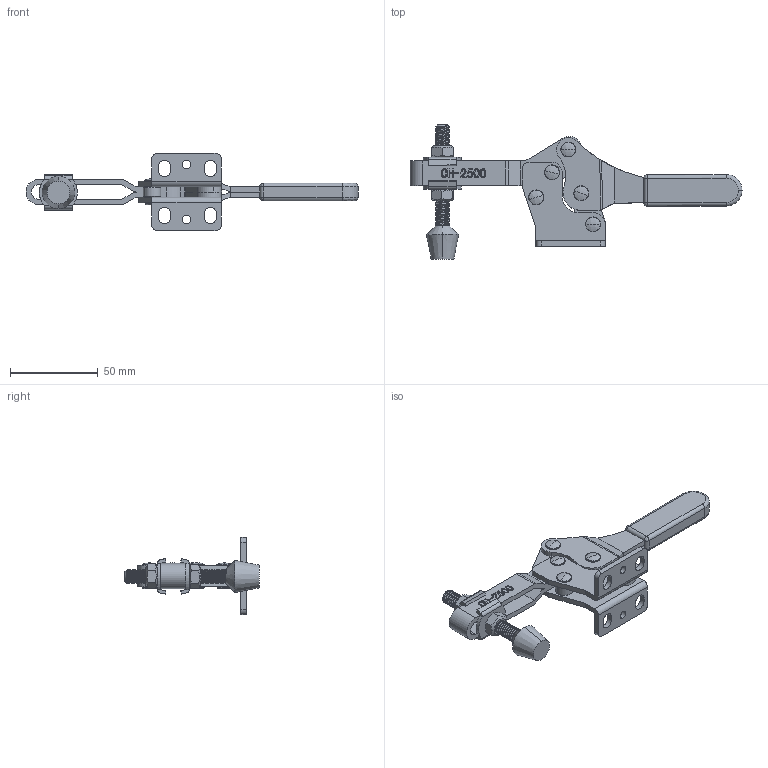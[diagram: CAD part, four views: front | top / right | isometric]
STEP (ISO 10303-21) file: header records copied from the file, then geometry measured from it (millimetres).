
FILE_DESCRIPTION (( 'STEP AP203' ), '1' );
FILE_NAME ('CH-2500.STEP', '2017-11-14T03:44:55', ( 'Windows' ), ( 'Microsoft' ), 'SwSTEP 2.0', 'SolidWorks 2015', '' );
FILE_SCHEMA (( 'CONFIG_CONTROL_DESIGN' ));
Length unit declared in the file: millimetre
Products named in the file (12): CH-2500-04___; CH-2500-06___; CH-FC-56300___; CH-FC-56300-02___; CH-11401-05___; FW516___; CH-2500; CH-36092M-06___; CH-2500-05___; CH-2500-02___; CH-2500-01___; CH-2500-03___
Assembly tree (20 placements, depth 2):
  CH-2500
    CH-2500-06___  x5
    CH-FC-56300-02___  x2
    FW516___  x2
    CH-36092M-06___  x4
    CH-2500-05___
    CH-2500-02___
    CH-2500-01___
    CH-2500-03___
    CH-2500-04___
    CH-FC-56300___
    CH-11401-05___
Bounding box: 189.35 x 76.52 x 44 mm (x, y, z)
Volume: 49476.2 mm3; surface area: 43415.7 mm2
Topology: 23 solids, 23 shells, 2349 faces, 6674 edges, 4396 vertices
Faces by surface type: cylinder 1012, plane 1005, bspline 256, cone 76
Entity records: 61033 total; most frequent: CARTESIAN_POINT 33715, ORIENTED_EDGE 6042, DIRECTION 4524, EDGE_CURVE 3021, VERTEX_POINT 1994, AXIS2_PLACEMENT_3D 1589, LINE 1346, VECTOR 1346
